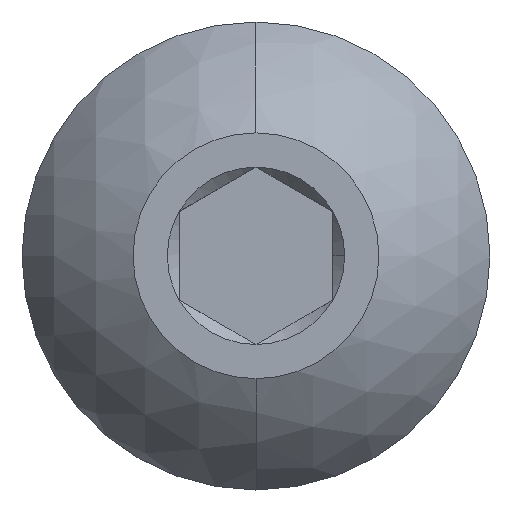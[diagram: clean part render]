
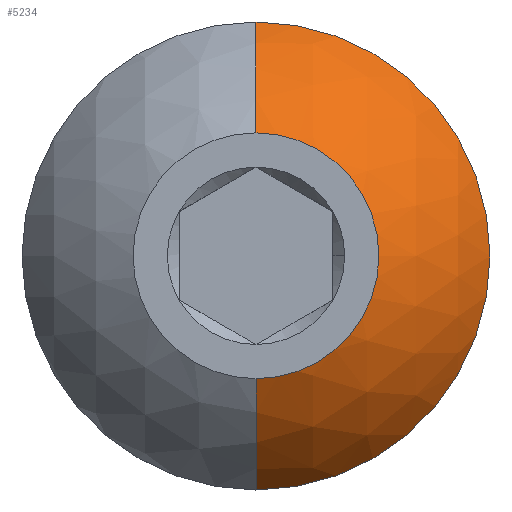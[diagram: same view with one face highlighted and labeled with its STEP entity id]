
A CAD part, top view. The second image highlights one B-rep face of the part: STEP entity #5234.
In plain terms, the highlighted spherical face has radius 3.424 mm.
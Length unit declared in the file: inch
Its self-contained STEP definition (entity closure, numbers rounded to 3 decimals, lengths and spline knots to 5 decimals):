
#4 = CARTESIAN_POINT ( 'NONE',  ( 0., -0.0625, 0. ) ) ;
#144 = SPHERICAL_SURFACE ( 'NONE', #6330, 0.13481 ) ;
#149 = DIRECTION ( 'NONE',  ( -1., 0., 0. ) ) ;
#453 = EDGE_CURVE ( 'NONE', #3483, #5794, #472, .T. ) ;
#472 = CIRCLE ( 'NONE', #4681, 0.119 ) ;
#670 = DIRECTION ( 'NONE',  ( 1., 0., 0. ) ) ;
#879 = CARTESIAN_POINT ( 'NONE',  ( 0., -0.119, -0.0561 ) ) ;
#904 = ORIENTED_EDGE ( 'NONE', *, *, #4814, .T. ) ;
#1196 = CARTESIAN_POINT ( 'NONE',  ( 0., 0., -0.11945 ) ) ;
#1283 = CARTESIAN_POINT ( 'NONE',  ( 0., 0., -0.11945 ) ) ;
#1903 = ORIENTED_EDGE ( 'NONE', *, *, #2231, .T. ) ;
#2005 = FACE_OUTER_BOUND ( 'NONE', #3105, .T. ) ;
#2231 = EDGE_CURVE ( 'NONE', #3248, #3483, #2884, .T. ) ;
#2421 = VERTEX_POINT ( 'NONE', #4 ) ;
#2584 = AXIS2_PLACEMENT_3D ( 'NONE', #1283, #149, #5905 ) ;
#2884 = CIRCLE ( 'NONE', #4393, 0.119 ) ;
#2893 = VERTEX_POINT ( 'NONE', #3789 ) ;
#3105 = EDGE_LOOP ( 'NONE', ( #1903, #4806, #904, #3495, #6271 ) ) ;
#3218 = CIRCLE ( 'NONE', #3441, 0.0625 ) ;
#3248 = VERTEX_POINT ( 'NONE', #879 ) ;
#3359 = CIRCLE ( 'NONE', #4526, 0.13481 ) ;
#3441 = AXIS2_PLACEMENT_3D ( 'NONE', #4128, #4152, #5736 ) ;
#3483 = VERTEX_POINT ( 'NONE', #6087 ) ;
#3495 = ORIENTED_EDGE ( 'NONE', *, *, #4106, .F. ) ;
#3607 = DIRECTION ( 'NONE',  ( 0., 1., 0. ) ) ;
#3746 = DIRECTION ( 'NONE',  ( 1., 0., 0. ) ) ;
#3789 = CARTESIAN_POINT ( 'NONE',  ( 0., 0.0625, 0. ) ) ;
#3992 = DIRECTION ( 'NONE',  ( 0., 0., 1. ) ) ;
#4106 = EDGE_CURVE ( 'NONE', #2421, #2893, #3218, .T. ) ;
#4128 = CARTESIAN_POINT ( 'NONE',  ( 0., 0., 0. ) ) ;
#4152 = DIRECTION ( 'NONE',  ( 0., 0., 1. ) ) ;
#4278 = DIRECTION ( 'NONE',  ( 0., 0., 1. ) ) ;
#4393 = AXIS2_PLACEMENT_3D ( 'NONE', #5026, #3992, #5557 ) ;
#4526 = AXIS2_PLACEMENT_3D ( 'NONE', #5093, #6189, #3607 ) ;
#4681 = AXIS2_PLACEMENT_3D ( 'NONE', #4795, #4278, #670 ) ;
#4795 = CARTESIAN_POINT ( 'NONE',  ( 0., 0., -0.0561 ) ) ;
#4806 = ORIENTED_EDGE ( 'NONE', *, *, #453, .T. ) ;
#4814 = EDGE_CURVE ( 'NONE', #5794, #2893, #3359, .T. ) ;
#5026 = CARTESIAN_POINT ( 'NONE',  ( 0., 0., -0.0561 ) ) ;
#5093 = CARTESIAN_POINT ( 'NONE',  ( 0., 0., -0.11945 ) ) ;
#5159 = EDGE_CURVE ( 'NONE', #3248, #2421, #6138, .T. ) ;
#5234 = ADVANCED_FACE ( 'NONE', ( #2005 ), #144, .T. ) ;
#5557 = DIRECTION ( 'NONE',  ( 1., 0., 0. ) ) ;
#5736 = DIRECTION ( 'NONE',  ( 1., 0., 0. ) ) ;
#5794 = VERTEX_POINT ( 'NONE', #6477 ) ;
#5905 = DIRECTION ( 'NONE',  ( 0., -1., 0. ) ) ;
#6087 = CARTESIAN_POINT ( 'NONE',  ( 0.119, 0., -0.0561 ) ) ;
#6138 = CIRCLE ( 'NONE', #2584, 0.13481 ) ;
#6189 = DIRECTION ( 'NONE',  ( 1., 0., 0. ) ) ;
#6271 = ORIENTED_EDGE ( 'NONE', *, *, #5159, .F. ) ;
#6330 = AXIS2_PLACEMENT_3D ( 'NONE', #1196, #3746, #6443 ) ;
#6443 = DIRECTION ( 'NONE',  ( 0., -1., 0. ) ) ;
#6477 = CARTESIAN_POINT ( 'NONE',  ( 0., 0.119, -0.0561 ) ) ;
